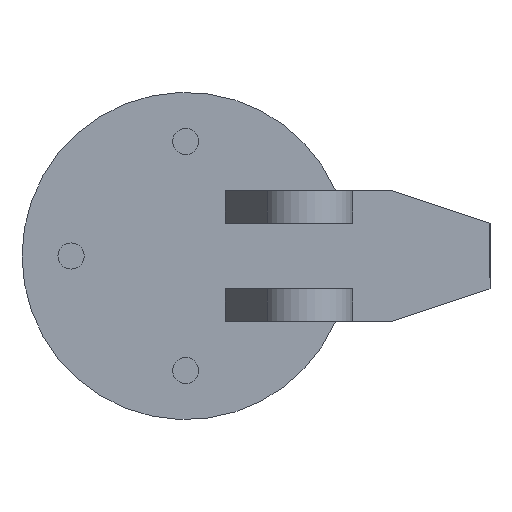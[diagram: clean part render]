
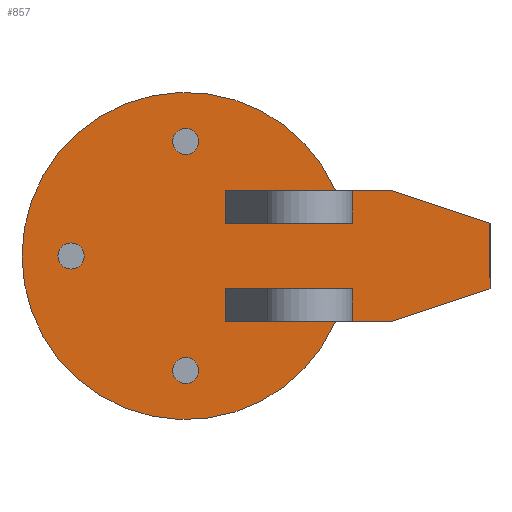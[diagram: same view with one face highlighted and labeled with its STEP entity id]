
A CAD part, front view. The second image highlights one B-rep face of the part: STEP entity #857.
In plain terms, the highlighted planar face has unit normal (0, -1, 0).
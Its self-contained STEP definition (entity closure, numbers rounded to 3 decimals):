
#3 = CARTESIAN_POINT ( 'NONE',  ( -50.002, 0., 20. ) ) ;
#17 = EDGE_CURVE ( 'NONE', #806, #179, #297, .T. ) ;
#21 = AXIS2_PLACEMENT_3D ( 'NONE', #884, #28, #301 ) ;
#25 = ORIENTED_EDGE ( 'NONE', *, *, #1007, .F. ) ;
#28 = DIRECTION ( 'NONE',  ( 0., 1., 0. ) ) ;
#38 = ORIENTED_EDGE ( 'NONE', *, *, #88, .T. ) ;
#40 = LINE ( 'NONE', #136, #597 ) ;
#42 = DIRECTION ( 'NONE',  ( -1., 0., 0. ) ) ;
#43 = CARTESIAN_POINT ( 'NONE',  ( 0., 0., 31. ) ) ;
#46 = DIRECTION ( 'NONE',  ( 0., 1., 0. ) ) ;
#56 = CARTESIAN_POINT ( 'NONE',  ( 0., 0., -39. ) ) ;
#75 = EDGE_LOOP ( 'NONE', ( #620 ) ) ;
#76 = CARTESIAN_POINT ( 'NONE',  ( 45.826, 0., -20. ) ) ;
#80 = ORIENTED_EDGE ( 'NONE', *, *, #859, .T. ) ;
#88 = EDGE_CURVE ( 'NONE', #607, #731, #902, .T. ) ;
#95 = EDGE_CURVE ( 'NONE', #131, #131, #531, .T. ) ;
#101 = EDGE_CURVE ( 'NONE', #667, #667, #135, .T. ) ;
#123 = CARTESIAN_POINT ( 'NONE',  ( 51., 0., 10. ) ) ;
#125 = CARTESIAN_POINT ( 'NONE',  ( 12.174, 0., -20. ) ) ;
#129 = DIRECTION ( 'NONE',  ( -1., 0., 0. ) ) ;
#130 = ORIENTED_EDGE ( 'NONE', *, *, #1092, .F. ) ;
#131 = VERTEX_POINT ( 'NONE', #921 ) ;
#133 = VECTOR ( 'NONE', #442, 1000. ) ;
#135 = CIRCLE ( 'NONE', #352, 4. ) ;
#136 = CARTESIAN_POINT ( 'NONE',  ( 51., 0., 20. ) ) ;
#140 = DIRECTION ( 'NONE',  ( 0., -1., 0. ) ) ;
#168 = AXIS2_PLACEMENT_3D ( 'NONE', #932, #666, #1011 ) ;
#172 = CARTESIAN_POINT ( 'NONE',  ( 51., 0., -20. ) ) ;
#179 = VERTEX_POINT ( 'NONE', #848 ) ;
#188 = CARTESIAN_POINT ( 'NONE',  ( 63., 0., 20. ) ) ;
#198 = ORIENTED_EDGE ( 'NONE', *, *, #376, .T. ) ;
#199 = VERTEX_POINT ( 'NONE', #496 ) ;
#209 = LINE ( 'NONE', #556, #513 ) ;
#213 = VERTEX_POINT ( 'NONE', #751 ) ;
#228 = DIRECTION ( 'NONE',  ( 0., 0., 1. ) ) ;
#240 = CARTESIAN_POINT ( 'NONE',  ( 0., 0., -35. ) ) ;
#291 = VECTOR ( 'NONE', #314, 1000. ) ;
#295 = CARTESIAN_POINT ( 'NONE',  ( -50.002, 0., -20. ) ) ;
#297 = LINE ( 'NONE', #566, #914 ) ;
#298 = CARTESIAN_POINT ( 'NONE',  ( 12.174, 0., 20. ) ) ;
#300 = FACE_OUTER_BOUND ( 'NONE', #1117, .T. ) ;
#301 = DIRECTION ( 'NONE',  ( 0., 0., 1. ) ) ;
#303 = VERTEX_POINT ( 'NONE', #43 ) ;
#314 = DIRECTION ( 'NONE',  ( 0., 0., -1. ) ) ;
#316 = VECTOR ( 'NONE', #655, 1000. ) ;
#324 = LINE ( 'NONE', #403, #639 ) ;
#327 = CARTESIAN_POINT ( 'NONE',  ( 51., 0., -20. ) ) ;
#329 = CARTESIAN_POINT ( 'NONE',  ( 12.174, 0., -10. ) ) ;
#342 = DIRECTION ( 'NONE',  ( 0., 0., -1. ) ) ;
#352 = AXIS2_PLACEMENT_3D ( 'NONE', #240, #426, #342 ) ;
#357 = LINE ( 'NONE', #188, #661 ) ;
#371 = CARTESIAN_POINT ( 'NONE',  ( 93., 0., 20. ) ) ;
#376 = EDGE_CURVE ( 'NONE', #199, #549, #357, .T. ) ;
#392 = DIRECTION ( 'NONE',  ( 0., 0., -1. ) ) ;
#396 = DIRECTION ( 'NONE',  ( 0., 0., 1. ) ) ;
#403 = CARTESIAN_POINT ( 'NONE',  ( 12.174, 0., -20. ) ) ;
#412 = LINE ( 'NONE', #327, #1084 ) ;
#422 = EDGE_CURVE ( 'NONE', #213, #539, #209, .T. ) ;
#426 = DIRECTION ( 'NONE',  ( 0., -1., 0. ) ) ;
#431 = LINE ( 'NONE', #371, #507 ) ;
#441 = ORIENTED_EDGE ( 'NONE', *, *, #519, .T. ) ;
#442 = DIRECTION ( 'NONE',  ( 0.949, 0., 0.316 ) ) ;
#445 = EDGE_LOOP ( 'NONE', ( #559 ) ) ;
#447 = CARTESIAN_POINT ( 'NONE',  ( 12.174, 0., -20. ) ) ;
#468 = ORIENTED_EDGE ( 'NONE', *, *, #725, .T. ) ;
#481 = DIRECTION ( 'NONE',  ( 0., 0., -1. ) ) ;
#488 = CARTESIAN_POINT ( 'NONE',  ( 63., 0., 20. ) ) ;
#496 = CARTESIAN_POINT ( 'NONE',  ( 93., 0., 10. ) ) ;
#500 = EDGE_CURVE ( 'NONE', #607, #806, #1109, .T. ) ;
#503 = VECTOR ( 'NONE', #649, 1000. ) ;
#506 = ORIENTED_EDGE ( 'NONE', *, *, #708, .F. ) ;
#507 = VECTOR ( 'NONE', #886, 1000. ) ;
#513 = VECTOR ( 'NONE', #129, 1000. ) ;
#519 = EDGE_CURVE ( 'NONE', #1053, #1062, #1081, .T. ) ;
#523 = LINE ( 'NONE', #3, #931 ) ;
#529 = ORIENTED_EDGE ( 'NONE', *, *, #17, .F. ) ;
#531 = CIRCLE ( 'NONE', #168, 4. ) ;
#539 = VERTEX_POINT ( 'NONE', #329 ) ;
#547 = FACE_BOUND ( 'NONE', #75, .T. ) ;
#549 = VERTEX_POINT ( 'NONE', #488 ) ;
#556 = CARTESIAN_POINT ( 'NONE',  ( 12.174, 0., -10. ) ) ;
#559 = ORIENTED_EDGE ( 'NONE', *, *, #95, .F. ) ;
#560 = CARTESIAN_POINT ( 'NONE',  ( 0., 0., 0. ) ) ;
#566 = CARTESIAN_POINT ( 'NONE',  ( 12.174, 0., 20. ) ) ;
#575 = EDGE_CURVE ( 'NONE', #731, #539, #324, .T. ) ;
#585 = DIRECTION ( 'NONE',  ( 0., 0., 1. ) ) ;
#597 = VECTOR ( 'NONE', #392, 1000. ) ;
#600 = LINE ( 'NONE', #872, #133 ) ;
#607 = VERTEX_POINT ( 'NONE', #76 ) ;
#617 = DIRECTION ( 'NONE',  ( -0.949, 0., 0.316 ) ) ;
#619 = EDGE_LOOP ( 'NONE', ( #25 ) ) ;
#620 = ORIENTED_EDGE ( 'NONE', *, *, #101, .F. ) ;
#633 = LINE ( 'NONE', #890, #503 ) ;
#639 = VECTOR ( 'NONE', #585, 1000. ) ;
#644 = FACE_BOUND ( 'NONE', #619, .T. ) ;
#649 = DIRECTION ( 'NONE',  ( -1., 0., 0. ) ) ;
#654 = CARTESIAN_POINT ( 'NONE',  ( 93., 0., -10. ) ) ;
#655 = DIRECTION ( 'NONE',  ( 1., 0., 0. ) ) ;
#661 = VECTOR ( 'NONE', #617, 1000. ) ;
#666 = DIRECTION ( 'NONE',  ( 0., -1., 0. ) ) ;
#667 = VERTEX_POINT ( 'NONE', #56 ) ;
#685 = CARTESIAN_POINT ( 'NONE',  ( 51., 0., 20. ) ) ;
#705 = CIRCLE ( 'NONE', #763, 4. ) ;
#708 = EDGE_CURVE ( 'NONE', #1046, #549, #523, .T. ) ;
#725 = EDGE_CURVE ( 'NONE', #1062, #972, #600, .T. ) ;
#727 = FACE_BOUND ( 'NONE', #445, .T. ) ;
#730 = VECTOR ( 'NONE', #812, 1000. ) ;
#731 = VERTEX_POINT ( 'NONE', #447 ) ;
#751 = CARTESIAN_POINT ( 'NONE',  ( 51., 0., -10. ) ) ;
#763 = AXIS2_PLACEMENT_3D ( 'NONE', #764, #140, #481 ) ;
#764 = CARTESIAN_POINT ( 'NONE',  ( 0., 0., 35. ) ) ;
#801 = ORIENTED_EDGE ( 'NONE', *, *, #422, .F. ) ;
#803 = CARTESIAN_POINT ( 'NONE',  ( 12.174, 0., 10. ) ) ;
#806 = VERTEX_POINT ( 'NONE', #1075 ) ;
#812 = DIRECTION ( 'NONE',  ( -1., 0., 0. ) ) ;
#815 = VERTEX_POINT ( 'NONE', #123 ) ;
#848 = CARTESIAN_POINT ( 'NONE',  ( 12.174, 0., 20. ) ) ;
#857 = ADVANCED_FACE ( 'NONE', ( #300, #644, #547, #727 ), #991, .F. ) ;
#859 = EDGE_CURVE ( 'NONE', #1046, #815, #40, .T. ) ;
#860 = CARTESIAN_POINT ( 'NONE',  ( 63., 0., -20. ) ) ;
#861 = VERTEX_POINT ( 'NONE', #803 ) ;
#872 = CARTESIAN_POINT ( 'NONE',  ( 63., 0., -20. ) ) ;
#882 = EDGE_CURVE ( 'NONE', #815, #861, #633, .T. ) ;
#884 = CARTESIAN_POINT ( 'NONE',  ( 0., 0., 0. ) ) ;
#885 = ORIENTED_EDGE ( 'NONE', *, *, #943, .F. ) ;
#886 = DIRECTION ( 'NONE',  ( 0., 0., -1. ) ) ;
#890 = CARTESIAN_POINT ( 'NONE',  ( 12.174, 0., 10. ) ) ;
#902 = LINE ( 'NONE', #125, #730 ) ;
#903 = LINE ( 'NONE', #298, #291 ) ;
#914 = VECTOR ( 'NONE', #42, 1000. ) ;
#921 = CARTESIAN_POINT ( 'NONE',  ( -35., 0., -4. ) ) ;
#931 = VECTOR ( 'NONE', #1044, 1000. ) ;
#932 = CARTESIAN_POINT ( 'NONE',  ( -35., 0., 0. ) ) ;
#943 = EDGE_CURVE ( 'NONE', #1053, #213, #412, .T. ) ;
#971 = ORIENTED_EDGE ( 'NONE', *, *, #575, .T. ) ;
#972 = VERTEX_POINT ( 'NONE', #654 ) ;
#991 = PLANE ( 'NONE',  #1083 ) ;
#1007 = EDGE_CURVE ( 'NONE', #303, #303, #705, .T. ) ;
#1011 = DIRECTION ( 'NONE',  ( 0., 0., -1. ) ) ;
#1031 = ORIENTED_EDGE ( 'NONE', *, *, #500, .F. ) ;
#1042 = EDGE_CURVE ( 'NONE', #199, #972, #431, .T. ) ;
#1044 = DIRECTION ( 'NONE',  ( 1., 0., 0. ) ) ;
#1046 = VERTEX_POINT ( 'NONE', #685 ) ;
#1047 = ORIENTED_EDGE ( 'NONE', *, *, #882, .T. ) ;
#1053 = VERTEX_POINT ( 'NONE', #172 ) ;
#1062 = VERTEX_POINT ( 'NONE', #860 ) ;
#1075 = CARTESIAN_POINT ( 'NONE',  ( 45.826, 0., 20. ) ) ;
#1081 = LINE ( 'NONE', #295, #316 ) ;
#1083 = AXIS2_PLACEMENT_3D ( 'NONE', #560, #46, #396 ) ;
#1084 = VECTOR ( 'NONE', #228, 1000. ) ;
#1092 = EDGE_CURVE ( 'NONE', #179, #861, #903, .T. ) ;
#1099 = ORIENTED_EDGE ( 'NONE', *, *, #1042, .F. ) ;
#1109 = CIRCLE ( 'NONE', #21, 50. ) ;
#1117 = EDGE_LOOP ( 'NONE', ( #1031, #38, #971, #801, #885, #441, #468, #1099, #198, #506, #80, #1047, #130, #529 ) ) ;
